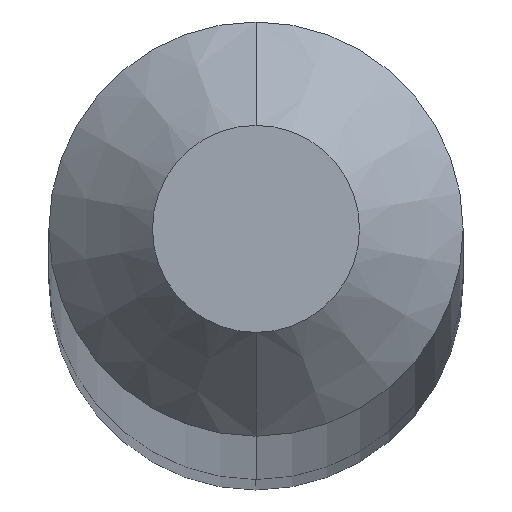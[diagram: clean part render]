
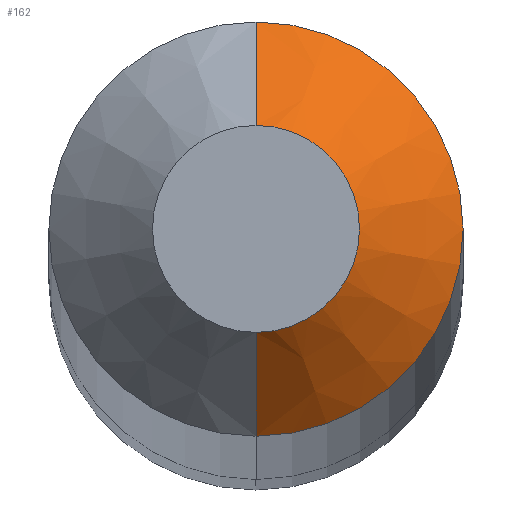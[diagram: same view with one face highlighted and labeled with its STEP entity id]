
A CAD part, top view. The second image highlights one B-rep face of the part: STEP entity #162.
In plain terms, the highlighted conical face has half-angle 45 degrees and reference radius 0.1 mm.
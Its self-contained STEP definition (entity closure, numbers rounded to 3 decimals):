
#8 = CARTESIAN_POINT ( 'NONE',  ( 0., 0.2, 29.9 ) ) ;
#11 = CARTESIAN_POINT ( 'NONE',  ( 0., 0., 30. ) ) ;
#12 = LINE ( 'NONE', #268, #298 ) ;
#16 = DIRECTION ( 'NONE',  ( 0., 1., 0. ) ) ;
#19 = EDGE_CURVE ( 'NONE', #106, #58, #332, .T. ) ;
#21 = DIRECTION ( 'NONE',  ( 0., 0., -1. ) ) ;
#38 = DIRECTION ( 'NONE',  ( 0., 1., 0. ) ) ;
#47 = CARTESIAN_POINT ( 'NONE',  ( 0., 0., 30. ) ) ;
#58 = VERTEX_POINT ( 'NONE', #149 ) ;
#61 = AXIS2_PLACEMENT_3D ( 'NONE', #11, #88, #16 ) ;
#69 = ORIENTED_EDGE ( 'NONE', *, *, #219, .T. ) ;
#70 = CARTESIAN_POINT ( 'NONE',  ( 0., -0.1, 30. ) ) ;
#85 = CIRCLE ( 'NONE', #61, 0.1 ) ;
#88 = DIRECTION ( 'NONE',  ( 0., 0., -1. ) ) ;
#91 = ORIENTED_EDGE ( 'NONE', *, *, #206, .F. ) ;
#101 = AXIS2_PLACEMENT_3D ( 'NONE', #228, #214, #38 ) ;
#103 = VERTEX_POINT ( 'NONE', #8 ) ;
#106 = VERTEX_POINT ( 'NONE', #205 ) ;
#122 = DIRECTION ( 'NONE',  ( 0., 0.707, -0.707 ) ) ;
#131 = ORIENTED_EDGE ( 'NONE', *, *, #19, .T. ) ;
#135 = EDGE_CURVE ( 'NONE', #167, #103, #12, .T. ) ;
#149 = CARTESIAN_POINT ( 'NONE',  ( 0., -0.2, 29.9 ) ) ;
#151 = VECTOR ( 'NONE', #175, 1000. ) ;
#162 = ADVANCED_FACE ( 'NONE', ( #177 ), #168, .T. ) ;
#167 = VERTEX_POINT ( 'NONE', #255 ) ;
#168 = CONICAL_SURFACE ( 'NONE', #335, 0.1, 0.785 ) ;
#175 = DIRECTION ( 'NONE',  ( 0., -0.707, -0.707 ) ) ;
#177 = FACE_OUTER_BOUND ( 'NONE', #295, .T. ) ;
#190 = CIRCLE ( 'NONE', #101, 0.2 ) ;
#192 = DIRECTION ( 'NONE',  ( 0., 1., 0. ) ) ;
#205 = CARTESIAN_POINT ( 'NONE',  ( 0., -0.1, 30. ) ) ;
#206 = EDGE_CURVE ( 'NONE', #103, #58, #190, .T. ) ;
#214 = DIRECTION ( 'NONE',  ( 0., 0., -1. ) ) ;
#219 = EDGE_CURVE ( 'NONE', #167, #106, #85, .T. ) ;
#221 = ORIENTED_EDGE ( 'NONE', *, *, #135, .F. ) ;
#228 = CARTESIAN_POINT ( 'NONE',  ( 0., 0., 29.9 ) ) ;
#255 = CARTESIAN_POINT ( 'NONE',  ( 0., 0.1, 30. ) ) ;
#268 = CARTESIAN_POINT ( 'NONE',  ( 0., 0.1, 30. ) ) ;
#295 = EDGE_LOOP ( 'NONE', ( #69, #131, #91, #221 ) ) ;
#298 = VECTOR ( 'NONE', #122, 1000. ) ;
#332 = LINE ( 'NONE', #70, #151 ) ;
#335 = AXIS2_PLACEMENT_3D ( 'NONE', #47, #21, #192 ) ;
